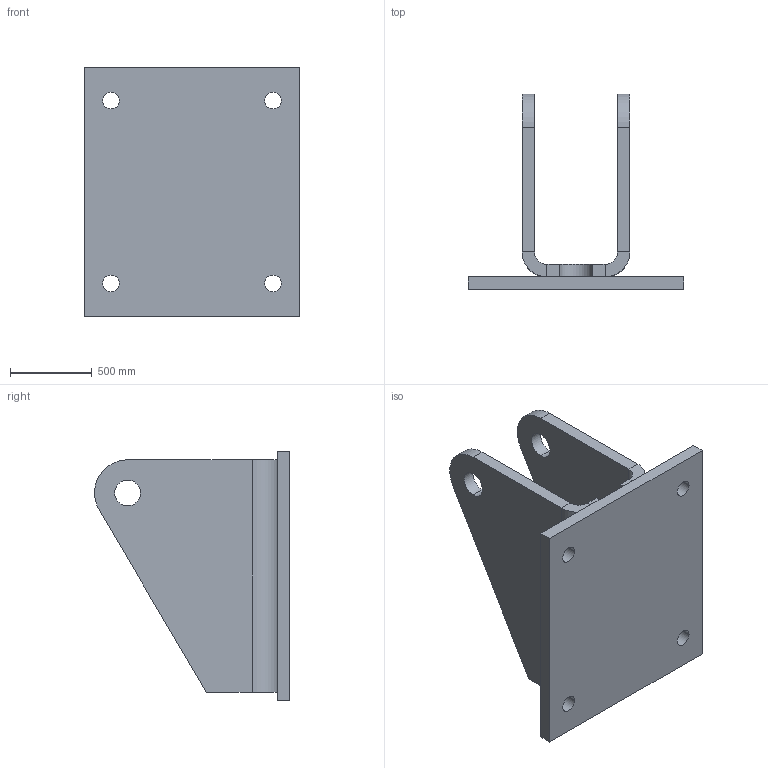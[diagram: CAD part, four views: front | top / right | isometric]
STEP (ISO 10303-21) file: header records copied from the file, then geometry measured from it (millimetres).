
FILE_DESCRIPTION((''),'2;1');
FILE_NAME('ZJ-12','2022-03-22T',('Administrator'),(''),'PRO/ENGINEER BY PARAMETRIC TECHNOLOGY CORPORATION, 2008380','PRO/ENGINEER BY PARAMETRIC TECHNOLOGY CORPORATION, 2008380','');
FILE_SCHEMA(('CONFIG_CONTROL_DESIGN'));
Length unit declared in the file: inch
Products named in the file (1): ZJ-12
Bounding box: 1320.8 x 1193.57 x 1524 mm (x, y, z)
Volume: 364788210 mm3; surface area: 10807099.3 mm2
Topology: 2 solids, 2 shells, 48 faces, 116 edges, 72 vertices
Faces by surface type: plane 27, cylinder 21
Entity records: 1460 total; most frequent: DIRECTION 254, CARTESIAN_POINT 236, ORIENTED_EDGE 232, EDGE_CURVE 116, AXIS2_PLACEMENT_3D 90, VECTOR 74, LINE 74, VERTEX_POINT 72
